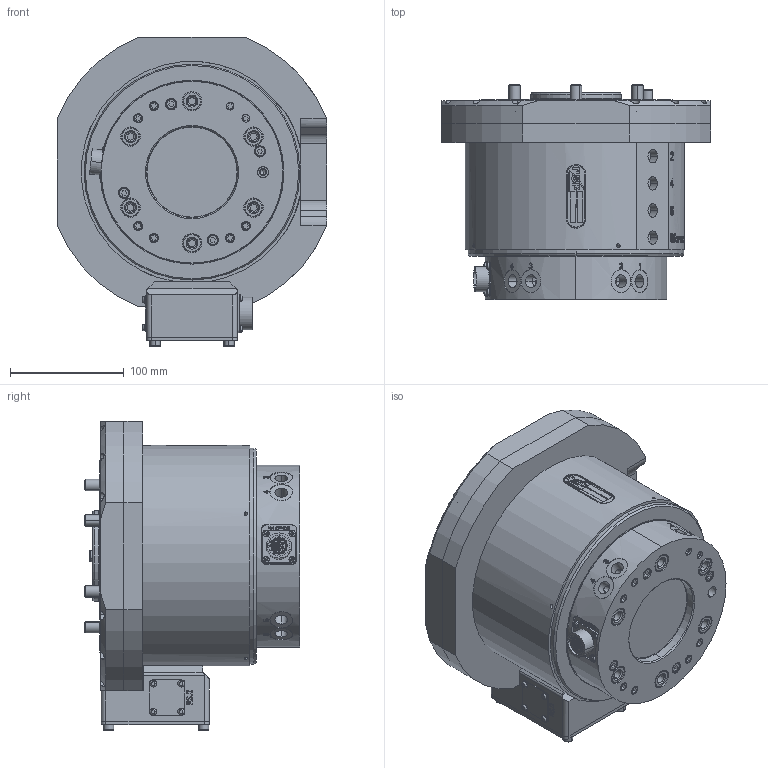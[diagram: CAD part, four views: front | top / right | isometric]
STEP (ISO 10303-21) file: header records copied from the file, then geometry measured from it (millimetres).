
FILE_DESCRIPTION (( 'STEP AP203' ), '1' );
FILE_NAME ('P6304.STEP', '2021-05-03T06:28:23', ( '' ), ( '' ), 'SwSTEP 2.0', 'SolidWorks 2019', '' );
FILE_SCHEMA (( 'CONFIG_CONTROL_DESIGN' ));
Products named in the file (1): P6304
Bounding box: 237 x 189.2 x 272 mm (x, y, z)
Volume: 6271109.5 mm3; surface area: 720272.1 mm2
Topology: 107 solids, 107 shells, 2940 faces, 6993 edges, 4510 vertices
Faces by surface type: plane 1222, cylinder 877, bspline 428, cone 299, torus 102, sphere 12
Entity records: 128671 total; most frequent: CARTESIAN_POINT 61937, ORIENTED_EDGE 13922, DIRECTION 13050, EDGE_CURVE 6961, AXIS2_PLACEMENT_3D 4788, VERTEX_POINT 4510, LINE 3474, VECTOR 3474
